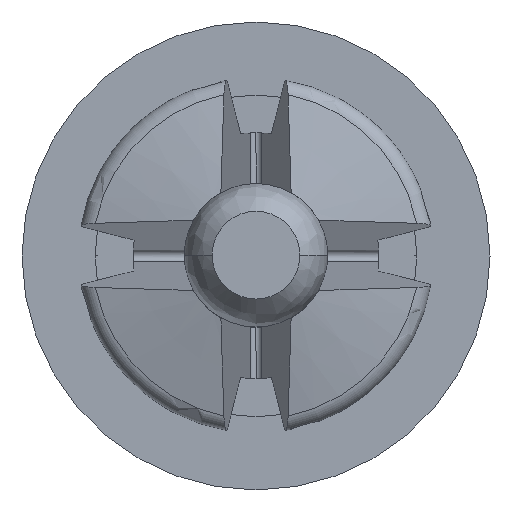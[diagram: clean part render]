
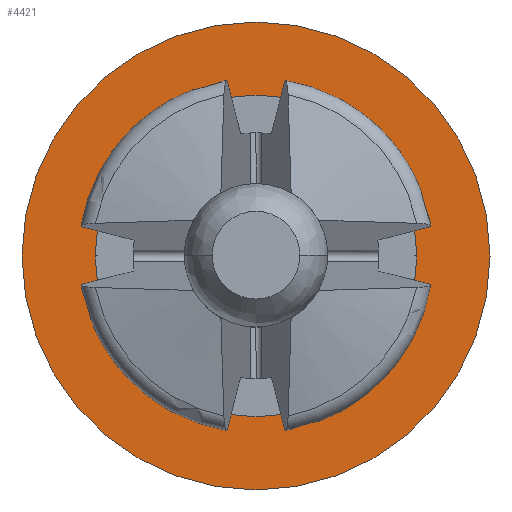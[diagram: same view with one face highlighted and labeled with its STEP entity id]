
A CAD part, top view. The second image highlights one B-rep face of the part: STEP entity #4421.
In plain terms, the highlighted planar face has unit normal (0, 0, 1).
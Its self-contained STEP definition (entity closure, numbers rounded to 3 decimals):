
#29 = DIRECTION ( 'NONE',  ( 1., 0., 0. ) ) ;
#287 = CARTESIAN_POINT ( 'NONE',  ( 0., 0., 0. ) ) ;
#644 = EDGE_CURVE ( 'NONE', #1510, #2653, #7616, .T. ) ;
#678 = AXIS2_PLACEMENT_3D ( 'NONE', #6047, #1305, #1715 ) ;
#1000 = CARTESIAN_POINT ( 'NONE',  ( 0., 0., 0. ) ) ;
#1199 = CARTESIAN_POINT ( 'NONE',  ( 0., 0., 0. ) ) ;
#1305 = DIRECTION ( 'NONE',  ( 0., 0., -1. ) ) ;
#1510 = VERTEX_POINT ( 'NONE', #5306 ) ;
#1715 = DIRECTION ( 'NONE',  ( 1., 0., 0. ) ) ;
#1785 = AXIS2_PLACEMENT_3D ( 'NONE', #1199, #3531, #3643 ) ;
#1860 = ORIENTED_EDGE ( 'NONE', *, *, #644, .T. ) ;
#1921 = AXIS2_PLACEMENT_3D ( 'NONE', #4660, #5296, #29 ) ;
#2078 = CARTESIAN_POINT ( 'NONE',  ( 4., 0., 0. ) ) ;
#2145 = EDGE_CURVE ( 'NONE', #2653, #1510, #6583, .T. ) ;
#2291 = CIRCLE ( 'NONE', #678, 4. ) ;
#2340 = EDGE_CURVE ( 'NONE', #6745, #6320, #6082, .T. ) ;
#2407 = EDGE_LOOP ( 'NONE', ( #5486, #3104 ) ) ;
#2653 = VERTEX_POINT ( 'NONE', #4979 ) ;
#2686 = DIRECTION ( 'NONE',  ( -1., 0., 0. ) ) ;
#3104 = ORIENTED_EDGE ( 'NONE', *, *, #2340, .F. ) ;
#3531 = DIRECTION ( 'NONE',  ( 0., 0., -1. ) ) ;
#3643 = DIRECTION ( 'NONE',  ( -1., 0., 0. ) ) ;
#3972 = FACE_OUTER_BOUND ( 'NONE', #2407, .T. ) ;
#4286 = EDGE_CURVE ( 'NONE', #6320, #6745, #2291, .T. ) ;
#4421 = ADVANCED_FACE ( 'NONE', ( #6295, #3972 ), #4584, .T. ) ;
#4431 = ORIENTED_EDGE ( 'NONE', *, *, #2145, .T. ) ;
#4584 = PLANE ( 'NONE',  #1921 ) ;
#4660 = CARTESIAN_POINT ( 'NONE',  ( 0., 0., 0. ) ) ;
#4785 = DIRECTION ( 'NONE',  ( 0., 0., -1. ) ) ;
#4979 = CARTESIAN_POINT ( 'NONE',  ( -2.1, 0., 0. ) ) ;
#4994 = AXIS2_PLACEMENT_3D ( 'NONE', #287, #6021, #2686 ) ;
#5296 = DIRECTION ( 'NONE',  ( 0., 0., 1. ) ) ;
#5306 = CARTESIAN_POINT ( 'NONE',  ( 2.1, 0., 0. ) ) ;
#5486 = ORIENTED_EDGE ( 'NONE', *, *, #4286, .F. ) ;
#5830 = CARTESIAN_POINT ( 'NONE',  ( -4., 0., 0. ) ) ;
#5906 = AXIS2_PLACEMENT_3D ( 'NONE', #1000, #4785, #5969 ) ;
#5969 = DIRECTION ( 'NONE',  ( -1., 0., 0. ) ) ;
#6021 = DIRECTION ( 'NONE',  ( 0., 0., -1. ) ) ;
#6047 = CARTESIAN_POINT ( 'NONE',  ( 0., 0., 0. ) ) ;
#6082 = CIRCLE ( 'NONE', #4994, 4. ) ;
#6295 = FACE_BOUND ( 'NONE', #6585, .T. ) ;
#6320 = VERTEX_POINT ( 'NONE', #2078 ) ;
#6583 = CIRCLE ( 'NONE', #1785, 2.1 ) ;
#6585 = EDGE_LOOP ( 'NONE', ( #1860, #4431 ) ) ;
#6745 = VERTEX_POINT ( 'NONE', #5830 ) ;
#7616 = CIRCLE ( 'NONE', #5906, 2.1 ) ;
